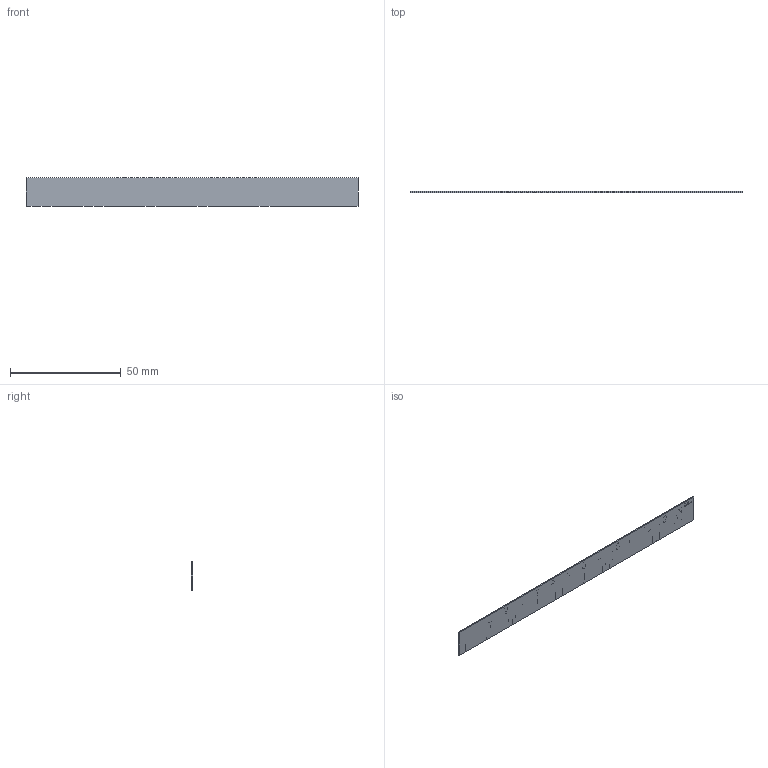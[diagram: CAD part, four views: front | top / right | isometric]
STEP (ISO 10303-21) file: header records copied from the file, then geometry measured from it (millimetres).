
FILE_DESCRIPTION (( 'STEP AP214' ), '1' );
FILE_NAME ('AB7D9451-5DA6-41E3-B6B9-C7F346A3BD97.STEP', '2025-02-08T10:35:40', ( '' ), ( '' ), 'SwSTEP 2.0', 'SolidWorks 2022', '' );
FILE_SCHEMA (( 'AUTOMOTIVE_DESIGN' ));
Length unit declared in the file: millimetre
Products named in the file (1): AB7D9451-5DA6-41E3-B6B9-C7F346A3BD97
Bounding box: 150 x 0.51 x 12.7 mm (x, y, z)
Volume: 941 mm3; surface area: 4097.7 mm2
Topology: 1 solids, 1 shells, 566 faces, 1608 edges, 1072 vertices
Faces by surface type: plane 456, bspline 110
Entity records: 30354 total; most frequent: CARTESIAN_POINT 10141, ORIENTED_EDGE 3216, DIRECTION 2302, EDGE_CURVE 1608, LINE 1388, VECTOR 1388, VERTEX_POINT 1072, EDGE_LOOP 594
